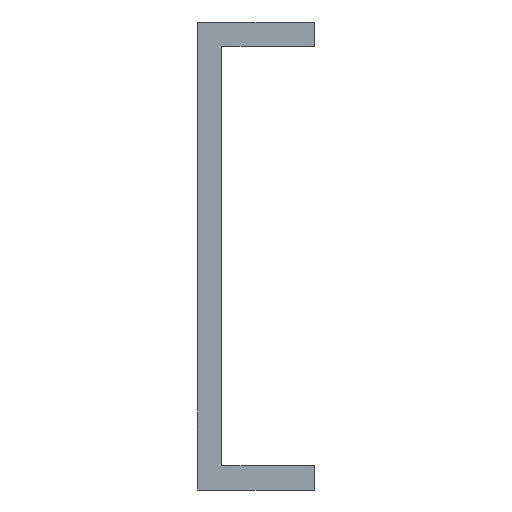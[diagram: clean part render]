
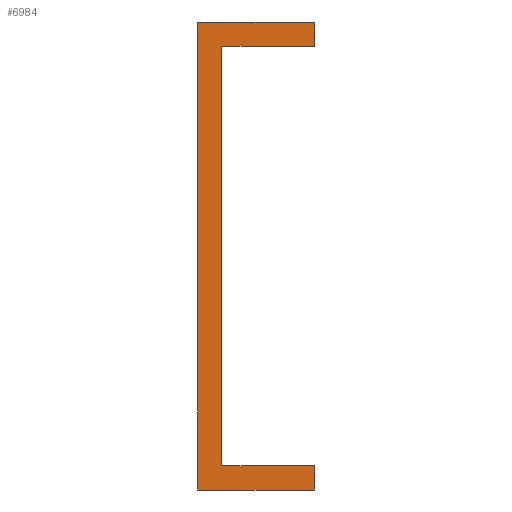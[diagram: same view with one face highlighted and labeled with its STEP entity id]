
A CAD part, front view. The second image highlights one B-rep face of the part: STEP entity #6984.
In plain terms, the highlighted planar face has unit normal (0, -1, 0).
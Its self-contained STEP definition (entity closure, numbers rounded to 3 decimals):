
#199 = VECTOR ( 'NONE', #4745, 1000. ) ;
#337 = EDGE_CURVE ( 'NONE', #7468, #23859, #11962, .T. ) ;
#542 = VECTOR ( 'NONE', #22579, 1000. ) ;
#735 = CARTESIAN_POINT ( 'NONE',  ( -24., 0., -45.5 ) ) ;
#960 = LINE ( 'NONE', #25378, #3898 ) ;
#1032 = LINE ( 'NONE', #9783, #7621 ) ;
#1212 = LINE ( 'NONE', #5022, #199 ) ;
#1778 = VERTEX_POINT ( 'NONE', #4915 ) ;
#3461 = ORIENTED_EDGE ( 'NONE', *, *, #337, .F. ) ;
#3695 = DIRECTION ( 'NONE',  ( 0., 0., -1. ) ) ;
#3898 = VECTOR ( 'NONE', #6469, 1000. ) ;
#4745 = DIRECTION ( 'NONE',  ( -1., 0., 0. ) ) ;
#4915 = CARTESIAN_POINT ( 'NONE',  ( -21.5, 0., -43. ) ) ;
#5005 = CARTESIAN_POINT ( 'NONE',  ( -12., 0., -43. ) ) ;
#5022 = CARTESIAN_POINT ( 'NONE',  ( -21.5, 0., -45.5 ) ) ;
#5279 = EDGE_CURVE ( 'NONE', #7489, #14954, #1212, .T. ) ;
#5705 = LINE ( 'NONE', #735, #18887 ) ;
#6469 = DIRECTION ( 'NONE',  ( 1., 0., 0. ) ) ;
#6506 = FACE_OUTER_BOUND ( 'NONE', #14301, .T. ) ;
#6984 = ADVANCED_FACE ( 'NONE', ( #6506 ), #18432, .T. ) ;
#7468 = VERTEX_POINT ( 'NONE', #18224 ) ;
#7489 = VERTEX_POINT ( 'NONE', #20256 ) ;
#7621 = VECTOR ( 'NONE', #22486, 1000. ) ;
#8019 = VERTEX_POINT ( 'NONE', #13586 ) ;
#9481 = EDGE_CURVE ( 'NONE', #8019, #13853, #26565, .T. ) ;
#9783 = CARTESIAN_POINT ( 'NONE',  ( -12., 0., 0. ) ) ;
#11387 = DIRECTION ( 'NONE',  ( -1., 0., 0. ) ) ;
#11962 = LINE ( 'NONE', #23741, #26856 ) ;
#11971 = DIRECTION ( 'NONE',  ( 0., -1., 0. ) ) ;
#12003 = ORIENTED_EDGE ( 'NONE', *, *, #17584, .F. ) ;
#13586 = CARTESIAN_POINT ( 'NONE',  ( -12., 0., 0. ) ) ;
#13853 = VERTEX_POINT ( 'NONE', #23435 ) ;
#14301 = EDGE_LOOP ( 'NONE', ( #23167, #14911, #19234, #3461, #19297, #19262, #23363, #12003 ) ) ;
#14911 = ORIENTED_EDGE ( 'NONE', *, *, #9481, .F. ) ;
#14954 = VERTEX_POINT ( 'NONE', #25615 ) ;
#15254 = CARTESIAN_POINT ( 'NONE',  ( -12., 0., 0. ) ) ;
#15557 = EDGE_CURVE ( 'NONE', #14954, #7468, #5705, .T. ) ;
#15759 = DIRECTION ( 'NONE',  ( 0., 0., -1. ) ) ;
#17366 = DIRECTION ( 'NONE',  ( 1., 0., 0. ) ) ;
#17584 = EDGE_CURVE ( 'NONE', #1778, #20488, #960, .T. ) ;
#17820 = EDGE_CURVE ( 'NONE', #20488, #7489, #19096, .T. ) ;
#17931 = CARTESIAN_POINT ( 'NONE',  ( -12., 0., -43. ) ) ;
#18224 = CARTESIAN_POINT ( 'NONE',  ( -24., 0., 2.5 ) ) ;
#18432 = PLANE ( 'NONE',  #26034 ) ;
#18887 = VECTOR ( 'NONE', #25825, 1000. ) ;
#19096 = LINE ( 'NONE', #5005, #23378 ) ;
#19234 = ORIENTED_EDGE ( 'NONE', *, *, #25041, .F. ) ;
#19262 = ORIENTED_EDGE ( 'NONE', *, *, #5279, .F. ) ;
#19281 = VECTOR ( 'NONE', #11387, 1000. ) ;
#19297 = ORIENTED_EDGE ( 'NONE', *, *, #15557, .F. ) ;
#19775 = EDGE_CURVE ( 'NONE', #13853, #1778, #24626, .T. ) ;
#20256 = CARTESIAN_POINT ( 'NONE',  ( -12., 0., -45.5 ) ) ;
#20373 = CARTESIAN_POINT ( 'NONE',  ( 0., 0., 0. ) ) ;
#20488 = VERTEX_POINT ( 'NONE', #17931 ) ;
#22486 = DIRECTION ( 'NONE',  ( 0., 0., -1. ) ) ;
#22579 = DIRECTION ( 'NONE',  ( 0., 0., -1. ) ) ;
#22732 = CARTESIAN_POINT ( 'NONE',  ( -12., 0., 2.5 ) ) ;
#23167 = ORIENTED_EDGE ( 'NONE', *, *, #19775, .F. ) ;
#23363 = ORIENTED_EDGE ( 'NONE', *, *, #17820, .F. ) ;
#23378 = VECTOR ( 'NONE', #15759, 1000. ) ;
#23435 = CARTESIAN_POINT ( 'NONE',  ( -21.5, 0., 0. ) ) ;
#23741 = CARTESIAN_POINT ( 'NONE',  ( 24., 0., 2.5 ) ) ;
#23859 = VERTEX_POINT ( 'NONE', #22732 ) ;
#24626 = LINE ( 'NONE', #27026, #542 ) ;
#25041 = EDGE_CURVE ( 'NONE', #23859, #8019, #1032, .T. ) ;
#25378 = CARTESIAN_POINT ( 'NONE',  ( -12., 0., -43. ) ) ;
#25615 = CARTESIAN_POINT ( 'NONE',  ( -24., 0., -45.5 ) ) ;
#25825 = DIRECTION ( 'NONE',  ( 0., 0., 1. ) ) ;
#26034 = AXIS2_PLACEMENT_3D ( 'NONE', #20373, #11971, #3695 ) ;
#26565 = LINE ( 'NONE', #15254, #19281 ) ;
#26856 = VECTOR ( 'NONE', #17366, 1000. ) ;
#27026 = CARTESIAN_POINT ( 'NONE',  ( -21.5, 0., 0. ) ) ;
